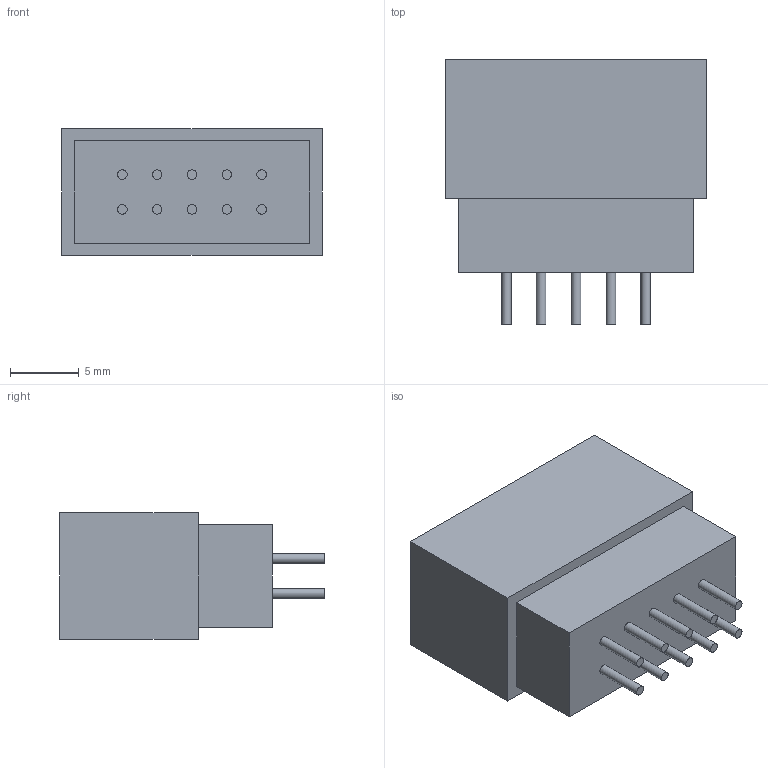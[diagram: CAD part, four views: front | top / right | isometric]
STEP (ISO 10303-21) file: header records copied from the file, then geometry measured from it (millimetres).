
FILE_DESCRIPTION(/* description */ (''),/* implementation_level */ '2;1');
FILE_NAME(/* name */ '',/* time_stamp */ '2023-04-18T21:26:53+08:00',/* author */ (''),/* organization */ (''),/* preprocessor_version */ 'ST-DEVELOPER v19.2',/* originating_system */ 'Autodesk Translation Framework v12.4.0.73',/* authorisation */ '');
FILE_SCHEMA (('AUTOMOTIVE_DESIGN { 1 0 10303 214 3 1 1 }'));
Length unit declared in the file: millimetre
Products named in the file (1): 10Pin母座
Bounding box: 19 x 19.3 x 9.2 mm (x, y, z)
Volume: 2176.7 mm3; surface area: 1601.2 mm2
Topology: 11 solids, 11 shells, 46 faces, 66 edges, 44 vertices
Faces by surface type: plane 36, cylinder 10
Full cylindrical faces by diameter (mm): 0.7 x10
Entity records: 1027 total; most frequent: DIRECTION 180, CARTESIAN_POINT 157, ORIENTED_EDGE 132, AXIS2_PLACEMENT_3D 67, EDGE_CURVE 66, EDGE_LOOP 48, FACE_OUTER_BOUND 46, LINE 46
